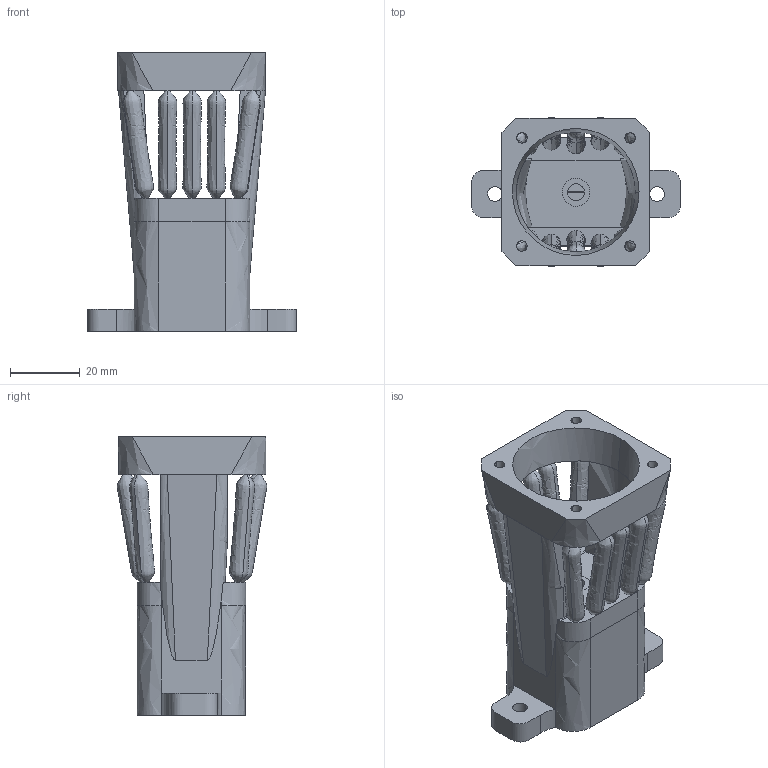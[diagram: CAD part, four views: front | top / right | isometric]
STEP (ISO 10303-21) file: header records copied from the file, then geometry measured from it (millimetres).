
FILE_DESCRIPTION(/* description */ (''),/* implementation_level */ '2;1');
FILE_NAME(/* name */ 'BRICOL~1',/* time_stamp */ '2016-09-14T14:23:28-04:00',/* author */ (''),/* organization */ (''),/* preprocessor_version */ 'ST-DEVELOPER v15',/* originating_system */ '',/* authorisation */ '');
FILE_SCHEMA (('AUTOMOTIVE_DESIGN'));
Length unit declared in the file: millimetre
Products named in the file (1): Document
Bounding box: 59.92 x 42.83 x 79.92 mm (x, y, z)
Volume: 49678.1 mm3; surface area: 22136.4 mm2
Topology: 1 solids, 1 shells, 172 faces, 487 edges, 311 vertices
Faces by surface type: bspline 127, plane 45
Entity records: 28657 total; most frequent: CARTESIAN_POINT 25854, ORIENTED_EDGE 974, EDGE_CURVE 487, VERTEX_POINT 311, B_SPLINE_CURVE_WITH_KNOTS 256, EDGE_LOOP 206, ADVANCED_FACE 172, FACE_OUTER_BOUND 172
